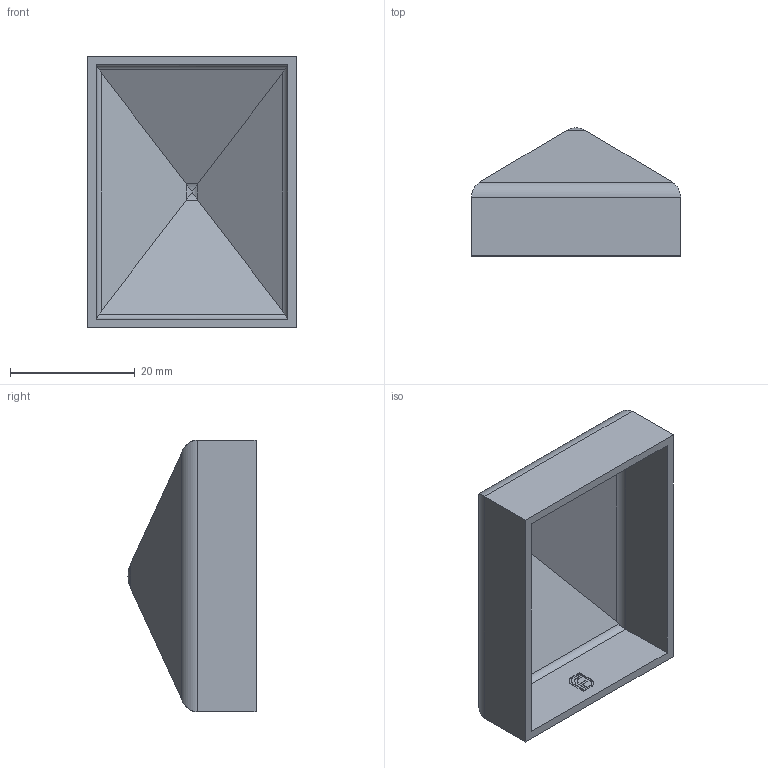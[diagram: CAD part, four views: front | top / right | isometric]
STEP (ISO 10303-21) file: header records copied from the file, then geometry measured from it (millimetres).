
FILE_DESCRIPTION (( 'STEP AP203' ), '1' );
FILE_NAME ('165-40X30V2AG.step', '2020-12-03T12:55:52', ( '' ), ( '' ), 'SwSTEP 2.0', 'SolidWorks 2018', '' );
FILE_SCHEMA (( 'CONFIG_CONTROL_DESIGN' ));
Length unit declared in the file: millimetre
Products named in the file (2): 165-40X30V2AG
Bounding box: 33.5 x 20.5 x 43.5 mm (x, y, z)
Volume: 4285.3 mm3; surface area: 6346.8 mm2
Topology: 1 solids, 1 shells, 344 faces, 919 edges, 608 vertices
Faces by surface type: plane 196, bspline 132, cylinder 16
Entity records: 17586 total; most frequent: CARTESIAN_POINT 9825, ORIENTED_EDGE 1838, DIRECTION 1055, EDGE_CURVE 919, VECTOR 627, LINE 627, VERTEX_POINT 608, EDGE_LOOP 375
